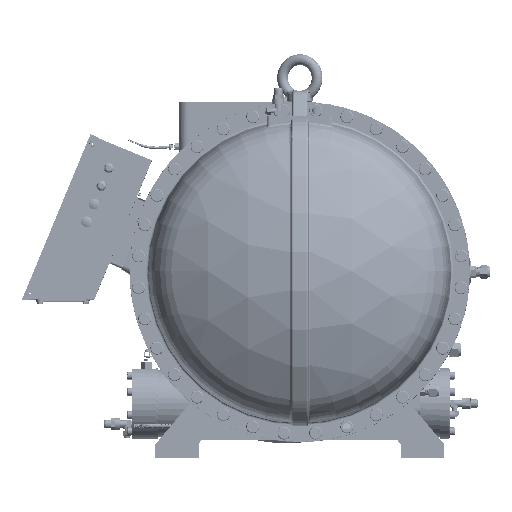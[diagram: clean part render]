
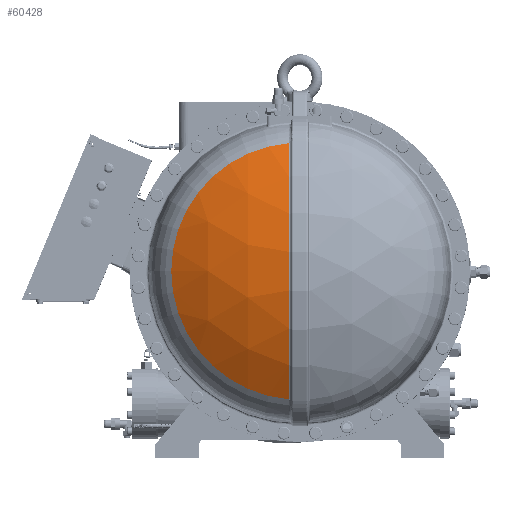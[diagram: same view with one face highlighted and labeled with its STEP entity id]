
A CAD part, top view. The second image highlights one B-rep face of the part: STEP entity #60428.
In plain terms, the highlighted spherical face has radius 547 mm.
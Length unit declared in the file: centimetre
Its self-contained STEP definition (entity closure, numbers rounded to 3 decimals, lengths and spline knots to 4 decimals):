
#426=SPHERICAL_SURFACE('',#65497,54.7);
#5642=FACE_OUTER_BOUND('',#8685,.T.);
#8685=EDGE_LOOP('',(#49340,#49341));
#13557=CIRCLE('',#65498,29.8364);
#13558=CIRCLE('',#65499,54.6439);
#28522=VERTEX_POINT('',#103232);
#28523=VERTEX_POINT('',#103233);
#37745=EDGE_CURVE('',#28522,#28523,#13557,.T.);
#37746=EDGE_CURVE('',#28522,#28523,#13558,.T.);
#49340=ORIENTED_EDGE('',*,*,#37745,.F.);
#49341=ORIENTED_EDGE('',*,*,#37746,.T.);
#60428=ADVANCED_FACE('',(#5642),#426,.T.);
#65497=AXIS2_PLACEMENT_3D('',#103231,#75255,#75256);
#65498=AXIS2_PLACEMENT_3D('',#103234,#75257,#75258);
#65499=AXIS2_PLACEMENT_3D('',#103235,#75259,#75260);
#75255=DIRECTION('center_axis',(1.,0.,0.));
#75256=DIRECTION('ref_axis',(0.,1.,0.));
#75257=DIRECTION('center_axis',(0.,0.,
-1.));
#75258=DIRECTION('ref_axis',(0.,1.,0.));
#75259=DIRECTION('center_axis',(-1.,0.,
0.));
#75260=DIRECTION('ref_axis',(0.,0.,-1.));
#103231=CARTESIAN_POINT('Origin',(3.,6.,39.15));
#103232=CARTESIAN_POINT('',(0.5216,-23.7333,84.9963));
#103233=CARTESIAN_POINT('',(0.5237,35.7334,84.9963));
#103234=CARTESIAN_POINT('Origin',(3.,6.,84.9963));
#103235=CARTESIAN_POINT('Origin',(0.5226,6.0001,39.15));
